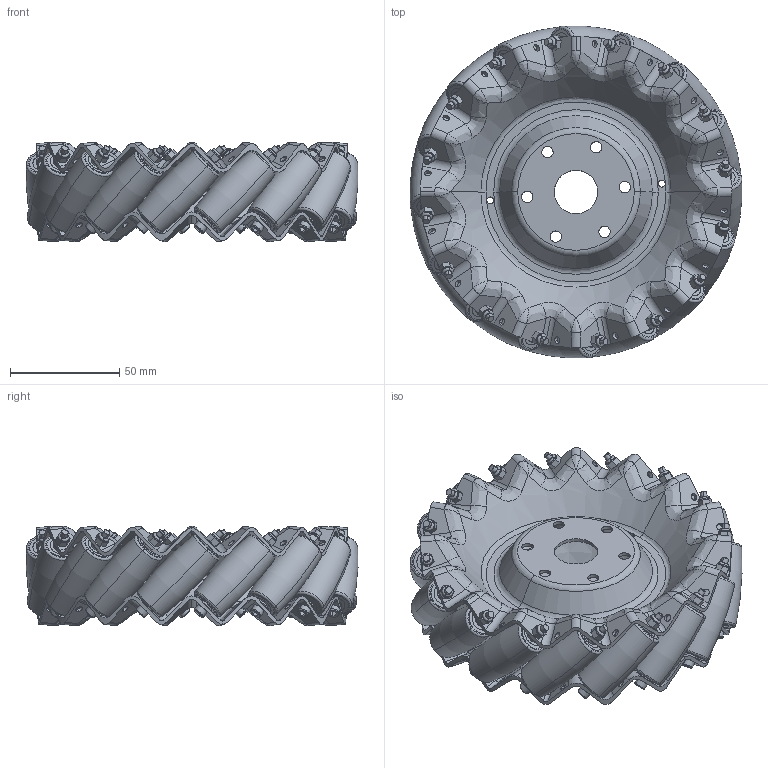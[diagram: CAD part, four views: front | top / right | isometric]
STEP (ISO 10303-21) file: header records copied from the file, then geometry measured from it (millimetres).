
FILE_DESCRIPTION (( 'STEP AP214' ), '1' );
FILE_NAME ('麦轮组装左.STEP', '2018-01-18T07:32:19', ( '微软用户' ), ( '微软中国' ), 'SwSTEP 2.0', 'SolidWorks 2016', '' );
FILE_SCHEMA (( 'AUTOMOTIVE_DESIGN' ));
Length unit declared in the file: millimetre
Products named in the file (10): 幗豪砎蝶謫郪蚾; 蹟譫; 菜え; 蹟佪; 肣奪3X5; 粣創5X10X4; 幗豪臏翐; 幗豪砎蝶謫俋; 闔謫鍼踢; 闔謫郪蚾酘
Assembly tree (27 placements, depth 3):
  闔謫郪蚾酘
    闔謫鍼踢  x2
    幗豪砎蝶謫郪蚾  x16
      幗豪砎蝶謫俋
      幗豪臏翐
      粣創5X10X4
      肣奪3X5
      蹟佪
      菜え
      蹟譫
Bounding box: 152.24 x 152.24 x 45.5 mm (x, y, z)
Volume: 219079.4 mm3; surface area: 225847 mm2
Topology: 146 solids, 146 shells, 2134 faces, 4842 edges, 3020 vertices
Faces by surface type: cylinder 932, plane 696, bspline 286, torus 140, cone 80
Entity records: 23631 total; most frequent: CARTESIAN_POINT 13345, ORIENTED_EDGE 2266, DIRECTION 1734, EDGE_CURVE 1133, AXIS2_PLACEMENT_3D 715, VERTEX_POINT 696, EDGE_LOOP 561, FACE_OUTER_BOUND 460
